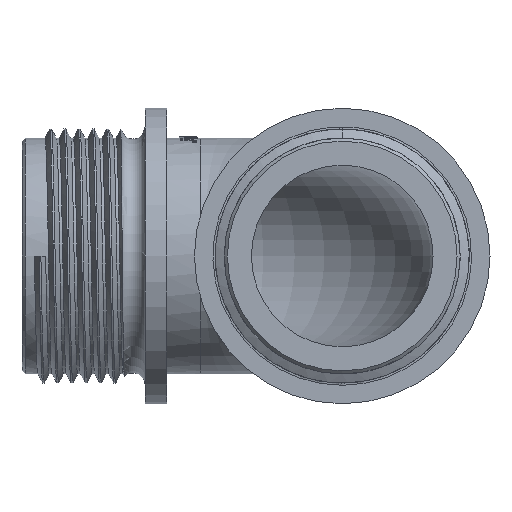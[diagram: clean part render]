
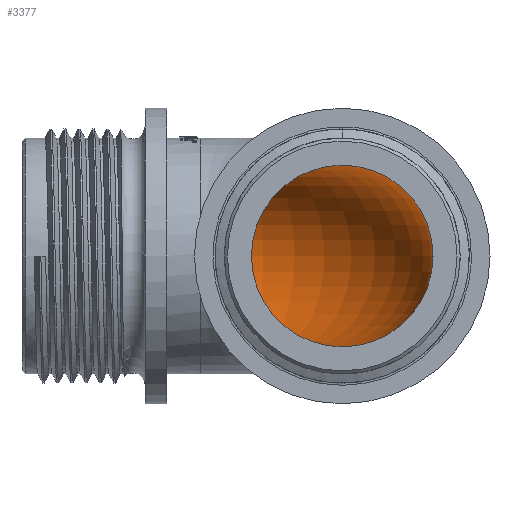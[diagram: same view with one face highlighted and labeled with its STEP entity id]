
A CAD part, left-side view. The second image highlights one B-rep face of the part: STEP entity #3377.
In plain terms, the highlighted toroidal (fillet/blend) face has major radius 23 mm and minor radius 14.75 mm.
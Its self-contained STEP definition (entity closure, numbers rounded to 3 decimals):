
#3353=TOROIDAL_SURFACE('',#11344,23.,14.75);
#3377=ADVANCED_FACE('',(#4846,#4847),#3353,.F.);
#4846=FACE_BOUND('',#4922,.T.);
#4847=FACE_BOUND('',#4923,.T.);
#4922=EDGE_LOOP('',(#6314));
#4923=EDGE_LOOP('',(#6315));
#5899=CIRCLE('',#11342,14.75);
#5900=CIRCLE('',#11343,14.75);
#6314=ORIENTED_EDGE('',*,*,#9820,.T.);
#6315=ORIENTED_EDGE('',*,*,#9821,.F.);
#8921=VERTEX_POINT('',#15773);
#8922=VERTEX_POINT('',#15775);
#9820=EDGE_CURVE('',#8921,#8921,#5899,.T.);
#9821=EDGE_CURVE('',#8922,#8922,#5900,.T.);
#11342=AXIS2_PLACEMENT_3D('',#15772,#12586,#12587);
#11343=AXIS2_PLACEMENT_3D('',#15774,#12588,#12589);
#11344=AXIS2_PLACEMENT_3D('',#15776,#12590,#12591);
#12586=DIRECTION('',(0.,1.,0.));
#12587=DIRECTION('',(0.,0.,1.));
#12588=DIRECTION('',(1.,0.,0.));
#12589=DIRECTION('',(0.,0.,1.));
#12590=DIRECTION('',(0.,0.,1.));
#12591=DIRECTION('',(-1.,0.,0.));
#15772=CARTESIAN_POINT('',(9.921,254.168,0.));
#15773=CARTESIAN_POINT('',(9.921,254.168,14.75));
#15774=CARTESIAN_POINT('',(-13.079,231.168,0.));
#15775=CARTESIAN_POINT('',(-13.079,231.168,14.75));
#15776=CARTESIAN_POINT('',(-13.079,254.168,0.));
